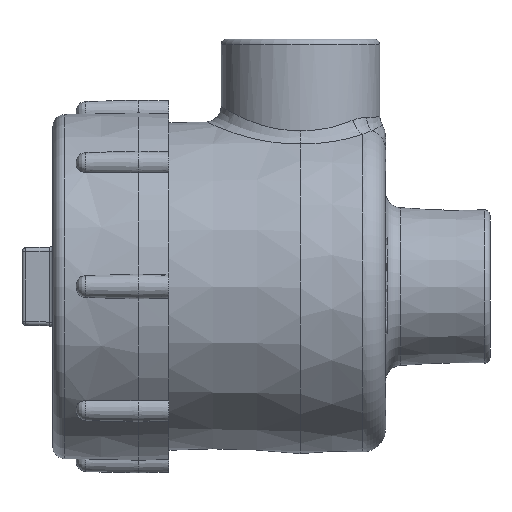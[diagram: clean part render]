
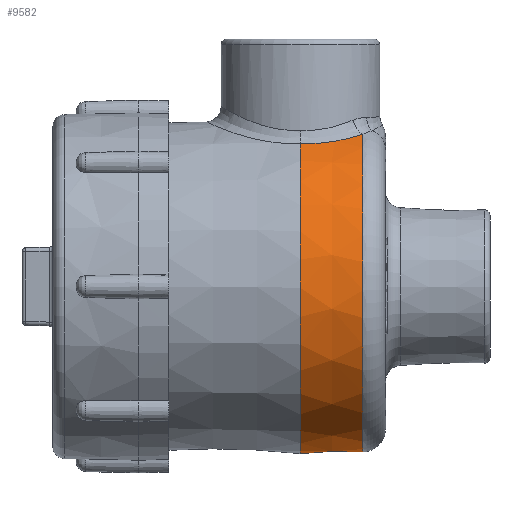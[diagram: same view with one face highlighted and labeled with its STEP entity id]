
A CAD part, left-side view. The second image highlights one B-rep face of the part: STEP entity #9582.
In plain terms, the highlighted conical face has half-angle 1.5 degrees and reference radius 34.291 mm.
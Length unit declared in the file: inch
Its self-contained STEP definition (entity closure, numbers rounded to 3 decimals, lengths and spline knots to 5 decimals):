
#420=B_SPLINE_CURVE_WITH_KNOTS('',3,(#18665,#18666,#18667,#18668,#18669,
#18670,#18671,#18672,#18673,#18674,#18675,#18676,#18677,#18678,#18679,#18680,
#18681,#18682,#18683,#18684,#18685,#18686),.UNSPECIFIED.,.F.,.F.,(4,3,3,
3,3,3,3,4),(0.,0.22501,0.45484,0.50065,0.72507,
0.92666,0.94948,1.),.UNSPECIFIED.);
#421=B_SPLINE_CURVE_WITH_KNOTS('',3,(#18689,#18690,#18691,#18692,#18693,
#18694,#18695,#18696,#18697,#18698,#18699,#18700,#18701,#18702,#18703,#18704,
#18705,#18706,#18707),.UNSPECIFIED.,.F.,.F.,(4,3,3,3,3,3,4),(0.,0.19685,
0.4083,0.49928,0.72606,0.94817,
1.),.UNSPECIFIED.);
#580=CONICAL_SURFACE('',#10362,1.35005,0.026);
#2523=FACE_OUTER_BOUND('',#3148,.T.);
#3148=EDGE_LOOP('',(#7471,#7472,#7473,#7474));
#3656=CIRCLE('',#10329,1.35005);
#3678=CIRCLE('',#10363,1.33683);
#4162=VERTEX_POINT('',#17252);
#4163=VERTEX_POINT('',#17293);
#4386=VERTEX_POINT('',#18664);
#4387=VERTEX_POINT('',#18687);
#5275=EDGE_CURVE('',#4162,#4163,#3656,.T.);
#5507=EDGE_CURVE('',#4162,#4386,#420,.T.);
#5508=EDGE_CURVE('',#4386,#4387,#3678,.T.);
#5509=EDGE_CURVE('',#4387,#4163,#421,.T.);
#7471=ORIENTED_EDGE('',*,*,#5275,.F.);
#7472=ORIENTED_EDGE('',*,*,#5507,.T.);
#7473=ORIENTED_EDGE('',*,*,#5508,.T.);
#7474=ORIENTED_EDGE('',*,*,#5509,.T.);
#9582=ADVANCED_FACE('',(#2523),#580,.T.);
#10329=AXIS2_PLACEMENT_3D('',#17294,#11686,#11687);
#10362=AXIS2_PLACEMENT_3D('',#18663,#11906,#11907);
#10363=AXIS2_PLACEMENT_3D('',#18688,#11908,#11909);
#11686=DIRECTION('center_axis',(0.,1.,0.));
#11687=DIRECTION('ref_axis',(0.,0.,1.));
#11906=DIRECTION('center_axis',(0.,1.,0.));
#11907=DIRECTION('ref_axis',(0.707,0.,-0.707));
#11908=DIRECTION('center_axis',(0.,1.,0.));
#11909=DIRECTION('ref_axis',(0.,0.,-1.));
#17252=CARTESIAN_POINT('',(0.70064,0.6875,1.15401));
#17293=CARTESIAN_POINT('',(-1.15401,0.6875,-0.70064));
#17294=CARTESIAN_POINT('Origin',(0.,0.6875,0.));
#18663=CARTESIAN_POINT('Origin',(0.,0.6875,0.));
#18664=CARTESIAN_POINT('',(0.52355,0.18259,1.23005));
#18665=CARTESIAN_POINT('Ctrl Pts',(0.70064,0.6875,
1.15401));
#18666=CARTESIAN_POINT('Ctrl Pts',(0.70044,0.64571,
1.15286));
#18667=CARTESIAN_POINT('Ctrl Pts',(0.69715,0.60447,
1.15367));
#18668=CARTESIAN_POINT('Ctrl Pts',(0.69086,0.5639,
1.15619));
#18669=CARTESIAN_POINT('Ctrl Pts',(0.68444,0.52247,1.15877));
#18670=CARTESIAN_POINT('Ctrl Pts',(0.6749,0.48172,
1.16314));
#18671=CARTESIAN_POINT('Ctrl Pts',(0.66227,0.44181,
1.16907));
#18672=CARTESIAN_POINT('Ctrl Pts',(0.65976,0.43385,
1.17025));
#18673=CARTESIAN_POINT('Ctrl Pts',(0.65712,0.42593,
1.17149));
#18674=CARTESIAN_POINT('Ctrl Pts',(0.65436,0.41804,
1.1728));
#18675=CARTESIAN_POINT('Ctrl Pts',(0.64083,0.37939,
1.17919));
#18676=CARTESIAN_POINT('Ctrl Pts',(0.62449,0.34205,1.18691));
#18677=CARTESIAN_POINT('Ctrl Pts',(0.60546,0.30629,
1.1955));
#18678=CARTESIAN_POINT('Ctrl Pts',(0.58836,0.27417,
1.20321));
#18679=CARTESIAN_POINT('Ctrl Pts',(0.56909,0.24332,
1.21163));
#18680=CARTESIAN_POINT('Ctrl Pts',(0.54772,0.21399,
1.22038));
#18681=CARTESIAN_POINT('Ctrl Pts',(0.5453,0.21067,1.22137));
#18682=CARTESIAN_POINT('Ctrl Pts',(0.54285,0.20737,
1.22236));
#18683=CARTESIAN_POINT('Ctrl Pts',(0.54038,0.20409,
1.22336));
#18684=CARTESIAN_POINT('Ctrl Pts',(0.5349,0.19682,1.22557));
#18685=CARTESIAN_POINT('Ctrl Pts',(0.52929,0.18966,
1.2278));
#18686=CARTESIAN_POINT('Ctrl Pts',(0.52355,0.18259,
1.23005));
#18687=CARTESIAN_POINT('',(-1.23005,0.18259,-0.52355));
#18688=CARTESIAN_POINT('Origin',(0.,0.18259,0.));
#18689=CARTESIAN_POINT('Ctrl Pts',(-1.23005,0.18259,
-0.52355));
#18690=CARTESIAN_POINT('Ctrl Pts',(-1.22131,0.21012,
-0.54593));
#18691=CARTESIAN_POINT('Ctrl Pts',(-1.21275,0.2392,
-0.56631));
#18692=CARTESIAN_POINT('Ctrl Pts',(-1.20474,0.26957,
-0.58465));
#18693=CARTESIAN_POINT('Ctrl Pts',(-1.19613,0.30219,
-0.60434));
#18694=CARTESIAN_POINT('Ctrl Pts',(-1.18815,0.33631,-0.62167));
#18695=CARTESIAN_POINT('Ctrl Pts',(-1.18118,0.37169,
-0.63655));
#18696=CARTESIAN_POINT('Ctrl Pts',(-1.17819,0.38691,
-0.64295));
#18697=CARTESIAN_POINT('Ctrl Pts',(-1.17538,0.40236,
-0.64889));
#18698=CARTESIAN_POINT('Ctrl Pts',(-1.17279,0.41803,
-0.65437));
#18699=CARTESIAN_POINT('Ctrl Pts',(-1.16633,0.45708,
-0.66804));
#18700=CARTESIAN_POINT('Ctrl Pts',(-1.16136,0.49696,
-0.67871));
#18701=CARTESIAN_POINT('Ctrl Pts',(-1.15807,0.53755,
-0.68635));
#18702=CARTESIAN_POINT('Ctrl Pts',(-1.15486,0.5773,
-0.69383));
#18703=CARTESIAN_POINT('Ctrl Pts',(-1.15327,0.61772,
-0.69841));
#18704=CARTESIAN_POINT('Ctrl Pts',(-1.15353,0.65871,
-0.70001));
#18705=CARTESIAN_POINT('Ctrl Pts',(-1.15359,0.66828,
-0.70038));
#18706=CARTESIAN_POINT('Ctrl Pts',(-1.15375,0.67787,
-0.7006));
#18707=CARTESIAN_POINT('Ctrl Pts',(-1.15401,0.6875,
-0.70064));
